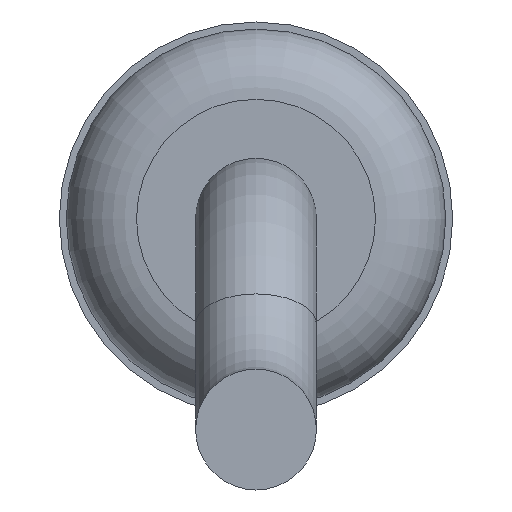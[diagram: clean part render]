
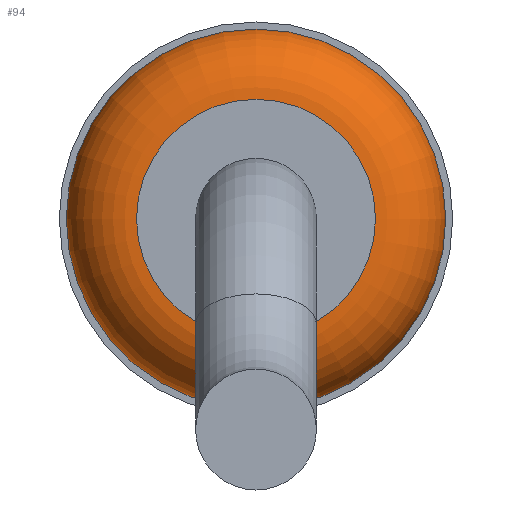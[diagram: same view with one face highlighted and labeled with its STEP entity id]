
A CAD part, left-side view. The second image highlights one B-rep face of the part: STEP entity #94.
In plain terms, the highlighted toroidal (fillet/blend) face has major radius 0.85 mm and minor radius 0.5 mm.
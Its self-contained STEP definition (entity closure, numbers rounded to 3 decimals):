
#94=ADVANCED_FACE('',(#256,#258),#260,.T.);
#256=FACE_OUTER_BOUND('',#257,.T.);
#257=EDGE_LOOP('',(#386));
#258=FACE_OUTER_BOUND('',#259,.T.);
#259=EDGE_LOOP('',(#387));
#260=TOROIDAL_SURFACE('',#261,0.85,0.5);
#261=AXIS2_PLACEMENT_3D('',#262,#263,#264);
#262=CARTESIAN_POINT('',(0.5,0.,0.));
#263=DIRECTION('',(1.,0.,0.));
#264=DIRECTION('',(0.,1.,0.));
#386=ORIENTED_EDGE('',*,*,#413,.F.);
#387=ORIENTED_EDGE('',*,*,#418,.T.);
#413=EDGE_CURVE('',#431,#431,#432,.T.);
#418=EDGE_CURVE('',#441,#441,#442,.T.);
#431=VERTEX_POINT('',#468);
#432=CIRCLE('',#469,1.35);
#441=VERTEX_POINT('',#493);
#442=CIRCLE('',#494,0.85);
#468=CARTESIAN_POINT('',(0.5,1.35,0.));
#469=AXIS2_PLACEMENT_3D('',#470,#471,#472);
#470=CARTESIAN_POINT('',(0.5,0.,0.));
#471=DIRECTION('',(1.,0.,0.));
#472=DIRECTION('',(0.,1.,0.));
#493=CARTESIAN_POINT('',(0.,0.85,0.));
#494=AXIS2_PLACEMENT_3D('',#495,#496,#497);
#495=CARTESIAN_POINT('',(0.,0.,0.));
#496=DIRECTION('',(1.,0.,0.));
#497=DIRECTION('',(0.,1.,0.));
